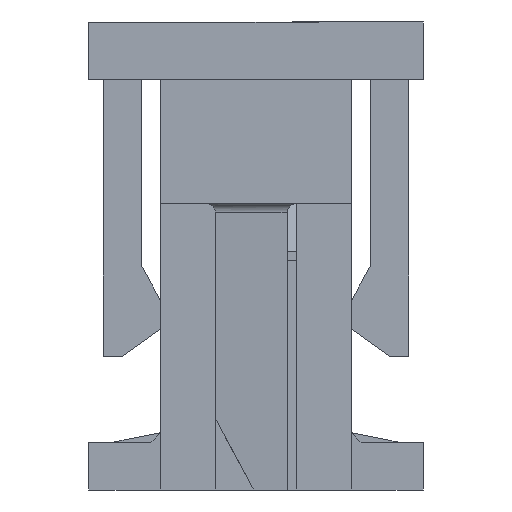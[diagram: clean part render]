
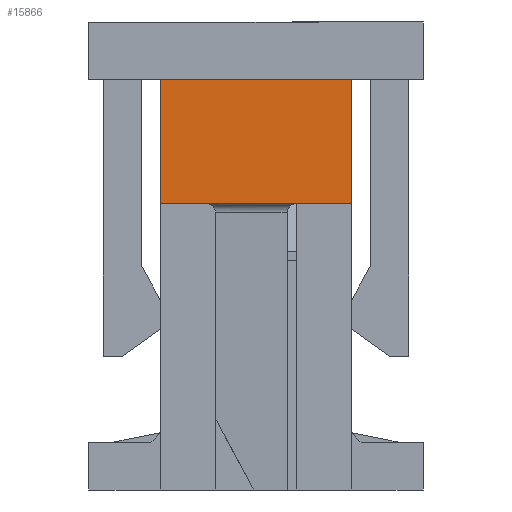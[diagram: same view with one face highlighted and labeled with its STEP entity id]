
A CAD part, left-side view. The second image highlights one B-rep face of the part: STEP entity #15866.
In plain terms, the highlighted planar face has unit normal (-1, 0, 0).
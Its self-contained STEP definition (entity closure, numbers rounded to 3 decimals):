
#4650=ORIENTED_EDGE('',*,*,#7059,.F.);
#4651=ORIENTED_EDGE('',*,*,#7054,.F.);
#4652=ORIENTED_EDGE('',*,*,#7061,.T.);
#4653=ORIENTED_EDGE('',*,*,#7062,.T.);
#7054=EDGE_CURVE('',#8550,#8551,#10760,.T.);
#7059=EDGE_CURVE('',#8551,#8555,#10765,.T.);
#7061=EDGE_CURVE('',#8550,#8556,#10767,.T.);
#7062=EDGE_CURVE('',#8556,#8555,#10768,.T.);
#8550=VERTEX_POINT('',#24935);
#8551=VERTEX_POINT('',#24937);
#8555=VERTEX_POINT('',#24947);
#8556=VERTEX_POINT('',#24951);
#10760=LINE('',#24936,#12990);
#10765=LINE('',#24946,#12995);
#10767=LINE('',#24950,#12997);
#10768=LINE('',#24952,#12998);
#12990=VECTOR('',#20398,1000.);
#12995=VECTOR('',#20405,1000.);
#12997=VECTOR('',#20409,1000.);
#12998=VECTOR('',#20410,1000.);
#13740=EDGE_LOOP('',(#4650,#4651,#4652,#4653));
#14462=FACE_BOUND('',#13740,.T.);
#15161=PLANE('',#16703);
#15866=ADVANCED_FACE('',(#14462),#15161,.T.);
#16703=AXIS2_PLACEMENT_3D('',#24949,#20407,#20408);
#20398=DIRECTION('',(0.,1.,0.));
#20405=DIRECTION('',(0.,0.,1.));
#20407=DIRECTION('',(-1.,0.,0.));
#20408=DIRECTION('',(0.,0.,1.));
#20409=DIRECTION('',(0.,0.,1.));
#20410=DIRECTION('',(0.,1.,0.));
#24935=CARTESIAN_POINT('',(-11.7,-1.,-0.65));
#24936=CARTESIAN_POINT('',(-11.7,-1.,-0.65));
#24937=CARTESIAN_POINT('',(-11.7,1.,-0.65));
#24946=CARTESIAN_POINT('',(-11.7,1.,-0.65));
#24947=CARTESIAN_POINT('',(-11.7,1.,0.65));
#24949=CARTESIAN_POINT('',(-11.7,-1.,-0.65));
#24950=CARTESIAN_POINT('',(-11.7,-1.,-0.65));
#24951=CARTESIAN_POINT('',(-11.7,-1.,0.65));
#24952=CARTESIAN_POINT('',(-11.7,-1.,0.65));
